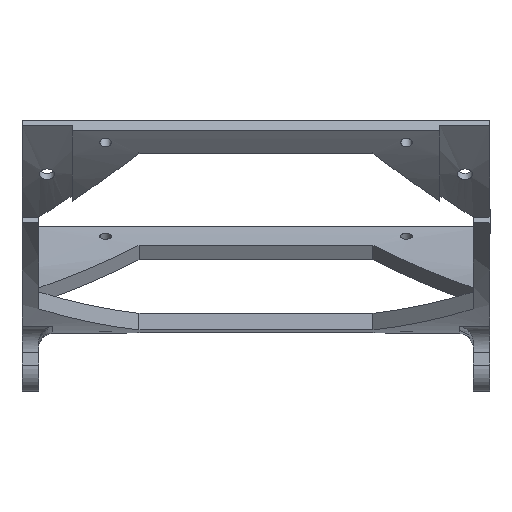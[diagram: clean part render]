
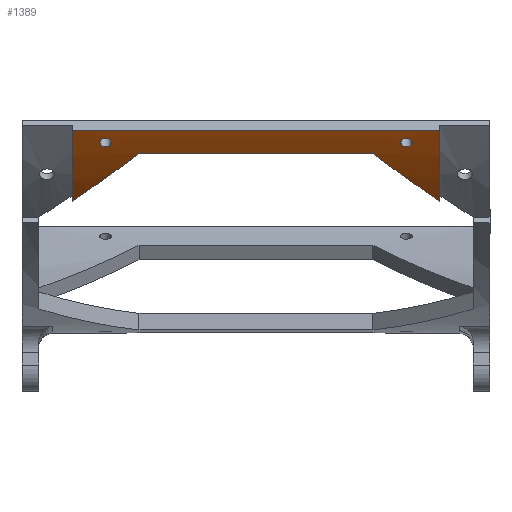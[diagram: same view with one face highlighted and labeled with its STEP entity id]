
A CAD part, left-side view. The second image highlights one B-rep face of the part: STEP entity #1389.
In plain terms, the highlighted cylindrical face has radius 160 mm (diameter 320 mm), a partial arc.
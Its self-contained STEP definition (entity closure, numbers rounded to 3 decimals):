
#43=FACE_BOUND('',#256,.T.);
#44=FACE_BOUND('',#257,.T.);
#54=ELLIPSE('',#1515,226.274,160.);
#62=ELLIPSE('',#1539,226.274,160.);
#165=FACE_OUTER_BOUND('',#255,.T.);
#255=EDGE_LOOP('',(#1288,#1289,#1290,#1291,#1292,#1293));
#256=EDGE_LOOP('',(#1294,#1295));
#257=EDGE_LOOP('',(#1296,#1297));
#294=B_SPLINE_CURVE_WITH_KNOTS('',3,(#2892,#2893,#2894,#2895,#2896,#2897,
#2898,#2899,#2900,#2901),.UNSPECIFIED.,.F.,.F.,(4,2,2,2,4),(0.,0.064,
0.128,0.192,0.256),.UNSPECIFIED.);
#295=B_SPLINE_CURVE_WITH_KNOTS('',3,(#2902,#2903,#2904,#2905,#2906,#2907,
#2908,#2909,#2910,#2911,#2912,#2913,#2914,#2915,#2916,#2917,#2918,#2919,
#2920,#2921,#2922,#2923,#2924,#2925,#2926,#2927),.UNSPECIFIED.,.F.,.F.,
(4,2,2,2,2,2,2,2,2,2,2,2,4),(0.256,0.32,0.384,
0.448,0.512,0.576,0.64,
0.704,0.768,0.832,0.897,
0.961,1.025),.UNSPECIFIED.);
#296=B_SPLINE_CURVE_WITH_KNOTS('',3,(#2932,#2933,#2934,#2935,#2936,#2937,
#2938,#2939,#2940,#2941),.UNSPECIFIED.,.F.,.F.,(4,2,2,2,4),(0.,0.064,
0.128,0.192,0.256),.UNSPECIFIED.);
#297=B_SPLINE_CURVE_WITH_KNOTS('',3,(#2942,#2943,#2944,#2945,#2946,#2947,
#2948,#2949,#2950,#2951,#2952,#2953,#2954,#2955,#2956,#2957,#2958,#2959,
#2960,#2961,#2962,#2963,#2964,#2965,#2966,#2967),.UNSPECIFIED.,.F.,.F.,
(4,2,2,2,2,2,2,2,2,2,2,2,4),(0.256,0.32,0.384,
0.448,0.512,0.576,0.64,
0.704,0.768,0.832,0.897,
0.961,1.025),.UNSPECIFIED.);
#361=LINE('',#2592,#453);
#382=LINE('',#2884,#474);
#453=VECTOR('',#1817,10.);
#474=VECTOR('',#1888,10.);
#530=CIRCLE('',#1503,160.);
#532=CIRCLE('',#1507,160.);
#637=VERTEX_POINT('',#2563);
#638=VERTEX_POINT('',#2565);
#641=VERTEX_POINT('',#2575);
#643=VERTEX_POINT('',#2578);
#648=VERTEX_POINT('',#2598);
#675=VERTEX_POINT('',#2882);
#676=VERTEX_POINT('',#2889);
#677=VERTEX_POINT('',#2891);
#678=VERTEX_POINT('',#2929);
#679=VERTEX_POINT('',#2931);
#814=EDGE_CURVE('',#637,#638,#530,.T.);
#819=EDGE_CURVE('',#643,#641,#532,.T.);
#827=EDGE_CURVE('',#638,#643,#361,.T.);
#831=EDGE_CURVE('',#648,#641,#54,.T.);
#873=EDGE_CURVE('',#675,#648,#382,.T.);
#874=EDGE_CURVE('',#637,#675,#62,.T.);
#877=EDGE_CURVE('',#677,#676,#294,.T.);
#878=EDGE_CURVE('',#676,#677,#295,.T.);
#880=EDGE_CURVE('',#679,#678,#296,.T.);
#881=EDGE_CURVE('',#678,#679,#297,.T.);
#1288=ORIENTED_EDGE('',*,*,#814,.T.);
#1289=ORIENTED_EDGE('',*,*,#827,.T.);
#1290=ORIENTED_EDGE('',*,*,#819,.T.);
#1291=ORIENTED_EDGE('',*,*,#831,.F.);
#1292=ORIENTED_EDGE('',*,*,#873,.F.);
#1293=ORIENTED_EDGE('',*,*,#874,.F.);
#1294=ORIENTED_EDGE('',*,*,#877,.T.);
#1295=ORIENTED_EDGE('',*,*,#878,.T.);
#1296=ORIENTED_EDGE('',*,*,#880,.T.);
#1297=ORIENTED_EDGE('',*,*,#881,.T.);
#1324=CYLINDRICAL_SURFACE('',#1551,160.);
#1389=ADVANCED_FACE('',(#165,#43,#44),#1324,.T.);
#1503=AXIS2_PLACEMENT_3D('',#2567,#1789,#1790);
#1507=AXIS2_PLACEMENT_3D('',#2579,#1800,#1801);
#1515=AXIS2_PLACEMENT_3D('',#2600,#1824,#1825);
#1539=AXIS2_PLACEMENT_3D('',#2886,#1891,#1892);
#1551=AXIS2_PLACEMENT_3D('',#2981,#1922,#1923);
#1789=DIRECTION('center_axis',(0.,1.,0.));
#1790=DIRECTION('ref_axis',(-1.,0.,0.));
#1800=DIRECTION('center_axis',(0.,-1.,0.));
#1801=DIRECTION('ref_axis',(-1.,0.,0.));
#1817=DIRECTION('',(0.,1.,0.));
#1824=DIRECTION('center_axis',(0.455,-0.707,-0.542));
#1825=DIRECTION('ref_axis',(-0.455,-0.707,0.542));
#1888=DIRECTION('',(0.,1.,0.));
#1891=DIRECTION('center_axis',(0.455,0.707,-0.542));
#1892=DIRECTION('ref_axis',(-0.455,0.707,0.542));
#1922=DIRECTION('center_axis',(0.,1.,0.));
#1923=DIRECTION('ref_axis',(-1.,0.,0.));
#2563=CARTESIAN_POINT('',(-105.373,15.,-120.401));
#2565=CARTESIAN_POINT('',(-125.411,15.,-99.358));
#2567=CARTESIAN_POINT('Origin',(0.,15.,0.));
#2575=CARTESIAN_POINT('',(-105.373,125.,-120.401));
#2578=CARTESIAN_POINT('',(-125.411,125.,-99.358));
#2579=CARTESIAN_POINT('Origin',(0.,125.,0.));
#2592=CARTESIAN_POINT('',(-125.411,0.,-99.358));
#2598=CARTESIAN_POINT('',(-119.626,105.,-106.253));
#2600=CARTESIAN_POINT('Origin',(0.,100.5,0.));
#2882=CARTESIAN_POINT('',(-119.626,35.,-106.253));
#2884=CARTESIAN_POINT('',(-119.626,0.,-106.253));
#2886=CARTESIAN_POINT('Origin',(0.,39.5,0.));
#2889=CARTESIAN_POINT('',(-122.567,113.3,-102.846));
#2891=CARTESIAN_POINT('',(-123.653,115.,-101.538));
#2892=CARTESIAN_POINT('Ctrl Pts',(-123.653,115.,-101.538));
#2893=CARTESIAN_POINT('Ctrl Pts',(-123.653,114.787,-101.538));
#2894=CARTESIAN_POINT('Ctrl Pts',(-123.626,114.559,-101.571));
#2895=CARTESIAN_POINT('Ctrl Pts',(-123.516,114.14,-101.705));
#2896=CARTESIAN_POINT('Ctrl Pts',(-123.432,113.949,-101.806));
#2897=CARTESIAN_POINT('Ctrl Pts',(-123.24,113.647,-102.039));
#2898=CARTESIAN_POINT('Ctrl Pts',(-123.118,113.516,-102.186));
#2899=CARTESIAN_POINT('Ctrl Pts',(-122.85,113.343,-102.508));
#2900=CARTESIAN_POINT('Ctrl Pts',(-122.704,113.3,-102.682));
#2901=CARTESIAN_POINT('Ctrl Pts',(-122.567,113.3,-102.846));
#2902=CARTESIAN_POINT('Ctrl Pts',(-122.567,113.3,-102.846));
#2903=CARTESIAN_POINT('Ctrl Pts',(-122.43,113.3,-103.01));
#2904=CARTESIAN_POINT('Ctrl Pts',(-122.283,113.343,-103.184));
#2905=CARTESIAN_POINT('Ctrl Pts',(-122.013,113.516,-103.503));
#2906=CARTESIAN_POINT('Ctrl Pts',(-121.889,113.647,-103.649));
#2907=CARTESIAN_POINT('Ctrl Pts',(-121.693,113.949,-103.879));
#2908=CARTESIAN_POINT('Ctrl Pts',(-121.608,114.14,-103.978));
#2909=CARTESIAN_POINT('Ctrl Pts',(-121.495,114.559,-104.11));
#2910=CARTESIAN_POINT('Ctrl Pts',(-121.467,114.787,-104.142));
#2911=CARTESIAN_POINT('Ctrl Pts',(-121.467,115.213,-104.142));
#2912=CARTESIAN_POINT('Ctrl Pts',(-121.495,115.441,-104.11));
#2913=CARTESIAN_POINT('Ctrl Pts',(-121.608,115.86,-103.978));
#2914=CARTESIAN_POINT('Ctrl Pts',(-121.693,116.051,-103.879));
#2915=CARTESIAN_POINT('Ctrl Pts',(-121.889,116.353,-103.649));
#2916=CARTESIAN_POINT('Ctrl Pts',(-122.013,116.484,-103.503));
#2917=CARTESIAN_POINT('Ctrl Pts',(-122.283,116.657,-103.184));
#2918=CARTESIAN_POINT('Ctrl Pts',(-122.43,116.7,-103.01));
#2919=CARTESIAN_POINT('Ctrl Pts',(-122.704,116.7,-102.682));
#2920=CARTESIAN_POINT('Ctrl Pts',(-122.85,116.657,-102.508));
#2921=CARTESIAN_POINT('Ctrl Pts',(-123.118,116.484,-102.186));
#2922=CARTESIAN_POINT('Ctrl Pts',(-123.24,116.353,-102.039));
#2923=CARTESIAN_POINT('Ctrl Pts',(-123.432,116.051,-101.806));
#2924=CARTESIAN_POINT('Ctrl Pts',(-123.516,115.86,-101.705));
#2925=CARTESIAN_POINT('Ctrl Pts',(-123.626,115.441,-101.571));
#2926=CARTESIAN_POINT('Ctrl Pts',(-123.653,115.213,-101.538));
#2927=CARTESIAN_POINT('Ctrl Pts',(-123.653,115.,-101.538));
#2929=CARTESIAN_POINT('',(-122.567,23.3,-102.846));
#2931=CARTESIAN_POINT('',(-123.653,25.,-101.538));
#2932=CARTESIAN_POINT('Ctrl Pts',(-123.653,25.,-101.538));
#2933=CARTESIAN_POINT('Ctrl Pts',(-123.653,24.787,-101.538));
#2934=CARTESIAN_POINT('Ctrl Pts',(-123.626,24.559,-101.571));
#2935=CARTESIAN_POINT('Ctrl Pts',(-123.516,24.14,-101.705));
#2936=CARTESIAN_POINT('Ctrl Pts',(-123.432,23.949,-101.806));
#2937=CARTESIAN_POINT('Ctrl Pts',(-123.24,23.647,-102.039));
#2938=CARTESIAN_POINT('Ctrl Pts',(-123.118,23.516,-102.186));
#2939=CARTESIAN_POINT('Ctrl Pts',(-122.85,23.343,-102.508));
#2940=CARTESIAN_POINT('Ctrl Pts',(-122.704,23.3,-102.682));
#2941=CARTESIAN_POINT('Ctrl Pts',(-122.567,23.3,-102.846));
#2942=CARTESIAN_POINT('Ctrl Pts',(-122.567,23.3,-102.846));
#2943=CARTESIAN_POINT('Ctrl Pts',(-122.43,23.3,-103.01));
#2944=CARTESIAN_POINT('Ctrl Pts',(-122.283,23.343,-103.184));
#2945=CARTESIAN_POINT('Ctrl Pts',(-122.013,23.516,-103.503));
#2946=CARTESIAN_POINT('Ctrl Pts',(-121.889,23.647,-103.649));
#2947=CARTESIAN_POINT('Ctrl Pts',(-121.693,23.949,-103.879));
#2948=CARTESIAN_POINT('Ctrl Pts',(-121.608,24.14,-103.978));
#2949=CARTESIAN_POINT('Ctrl Pts',(-121.495,24.559,-104.11));
#2950=CARTESIAN_POINT('Ctrl Pts',(-121.467,24.787,-104.142));
#2951=CARTESIAN_POINT('Ctrl Pts',(-121.467,25.213,-104.142));
#2952=CARTESIAN_POINT('Ctrl Pts',(-121.495,25.441,-104.11));
#2953=CARTESIAN_POINT('Ctrl Pts',(-121.608,25.86,-103.978));
#2954=CARTESIAN_POINT('Ctrl Pts',(-121.693,26.051,-103.879));
#2955=CARTESIAN_POINT('Ctrl Pts',(-121.889,26.353,-103.649));
#2956=CARTESIAN_POINT('Ctrl Pts',(-122.013,26.484,-103.503));
#2957=CARTESIAN_POINT('Ctrl Pts',(-122.283,26.657,-103.184));
#2958=CARTESIAN_POINT('Ctrl Pts',(-122.43,26.7,-103.01));
#2959=CARTESIAN_POINT('Ctrl Pts',(-122.704,26.7,-102.682));
#2960=CARTESIAN_POINT('Ctrl Pts',(-122.85,26.657,-102.508));
#2961=CARTESIAN_POINT('Ctrl Pts',(-123.118,26.484,-102.186));
#2962=CARTESIAN_POINT('Ctrl Pts',(-123.24,26.353,-102.039));
#2963=CARTESIAN_POINT('Ctrl Pts',(-123.432,26.051,-101.806));
#2964=CARTESIAN_POINT('Ctrl Pts',(-123.516,25.86,-101.705));
#2965=CARTESIAN_POINT('Ctrl Pts',(-123.626,25.441,-101.571));
#2966=CARTESIAN_POINT('Ctrl Pts',(-123.653,25.213,-101.538));
#2967=CARTESIAN_POINT('Ctrl Pts',(-123.653,25.,-101.538));
#2981=CARTESIAN_POINT('Origin',(0.,0.,0.));
